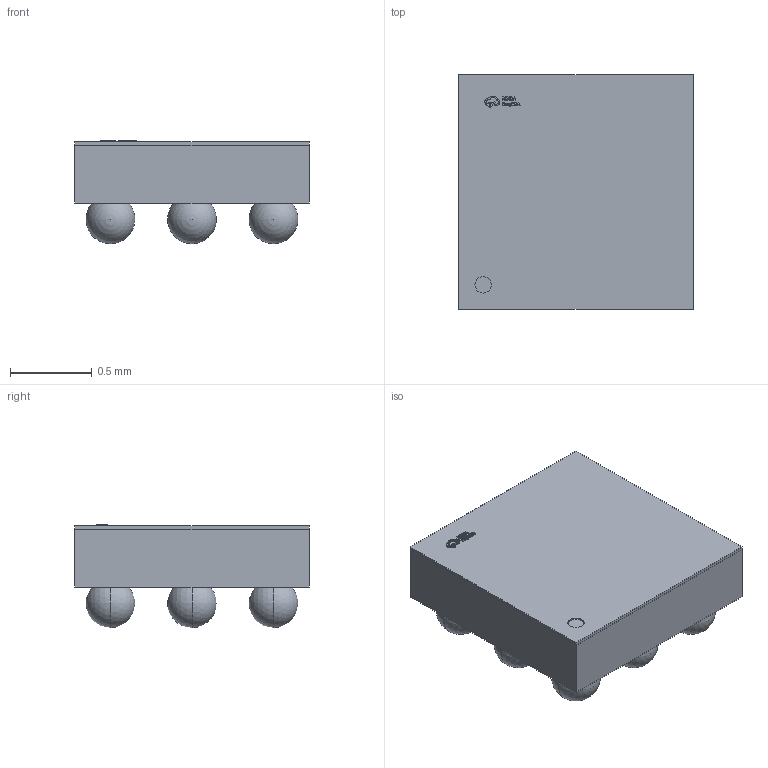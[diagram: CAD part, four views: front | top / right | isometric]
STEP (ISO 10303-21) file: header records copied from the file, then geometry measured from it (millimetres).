
FILE_DESCRIPTION (( 'STEP AP214' ), '1' );
FILE_NAME ('DSBGA-9_L1.5-W1.5-H0.6-R3-C3-P0.50-BL.step', '2022-06-22T14:36:48', ( '' ), ( '' ), 'SwSTEP 2.0', 'SolidWorks 2020', '' );
FILE_SCHEMA (( 'AUTOMOTIVE_DESIGN' ));
Length unit declared in the file: millimetre
Products named in the file (1): DSBGA-9_L1.5-W1.5-H0.6-R3-C3-P0.50-BL
Bounding box: 1.44 x 1.44 x 0.64 mm (x, y, z)
Volume: 0.9 mm3; surface area: 13 mm2
Topology: 11 solids, 11 shells, 325 faces, 882 edges, 588 vertices
Faces by surface type: plane 193, bspline 112, sphere 18, cylinder 2
Entity records: 14107 total; most frequent: CARTESIAN_POINT 3828, ORIENTED_EDGE 1674, DIRECTION 1077, EDGE_CURVE 837, VECTOR 569, LINE 569, VERTEX_POINT 561, EDGE_LOOP 352
